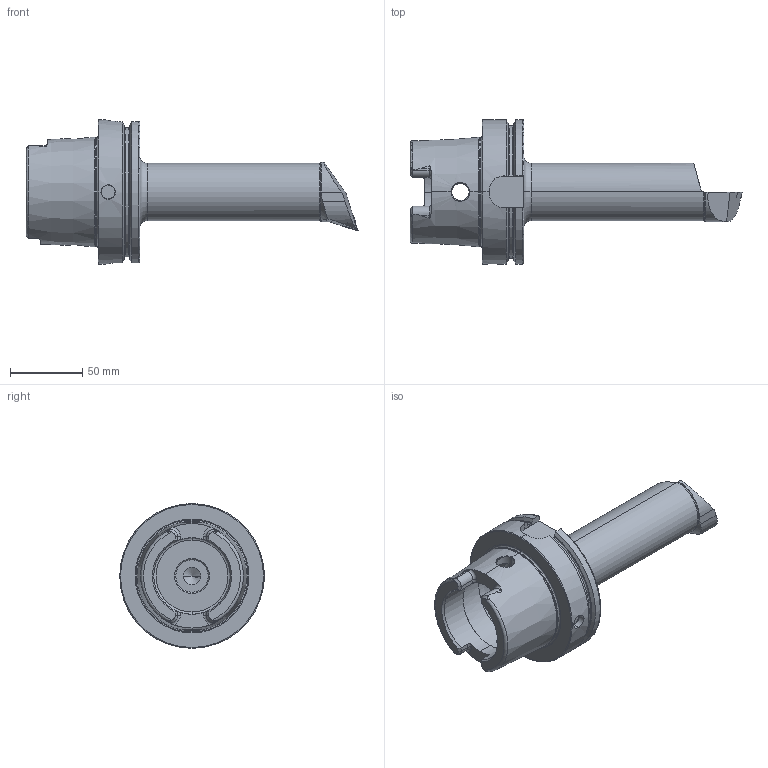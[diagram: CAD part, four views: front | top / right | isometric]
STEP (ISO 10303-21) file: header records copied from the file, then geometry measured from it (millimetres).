
FILE_DESCRIPTION (( 'STEP AP203' ), '1' );
FILE_NAME ('HA0-BDB.RQC.180.STEP', '2020-11-13T07:06:04', ( '' ), ( '' ), 'SwSTEP 2.0', 'SolidWorks 2017', '' );
FILE_SCHEMA (( 'CONFIG_CONTROL_DESIGN' ));
Length unit declared in the file: millimetre
Products named in the file (5): HA0-BDB.RQC.180_A_Fertigbearbeitung; HA0-BDB.RQC.180; WCB-ER2.001.009_A; DCMT11T304; KVT_MB_600_050
Assembly tree (4 placements, depth 2):
  HA0-BDB.RQC.180
    HA0-BDB.RQC.180_A_Fertigbearbeitung
    DCMT11T304
    KVT_MB_600_050
    WCB-ER2.001.009_A
Bounding box: 229.9 x 100 x 100 mm (x, y, z)
Volume: 406150.7 mm3; surface area: 72262.7 mm2
Topology: 5 solids, 5 shells, 303 faces, 772 edges, 472 vertices
Faces by surface type: cylinder 88, cone 77, plane 74, torus 40, bspline 20, sphere 4
Entity records: 11363 total; most frequent: CARTESIAN_POINT 3914, ORIENTED_EDGE 1514, DIRECTION 1392, EDGE_CURVE 757, AXIS2_PLACEMENT_3D 559, VERTEX_POINT 469, EDGE_LOOP 318, FACE_OUTER_BOUND 303
